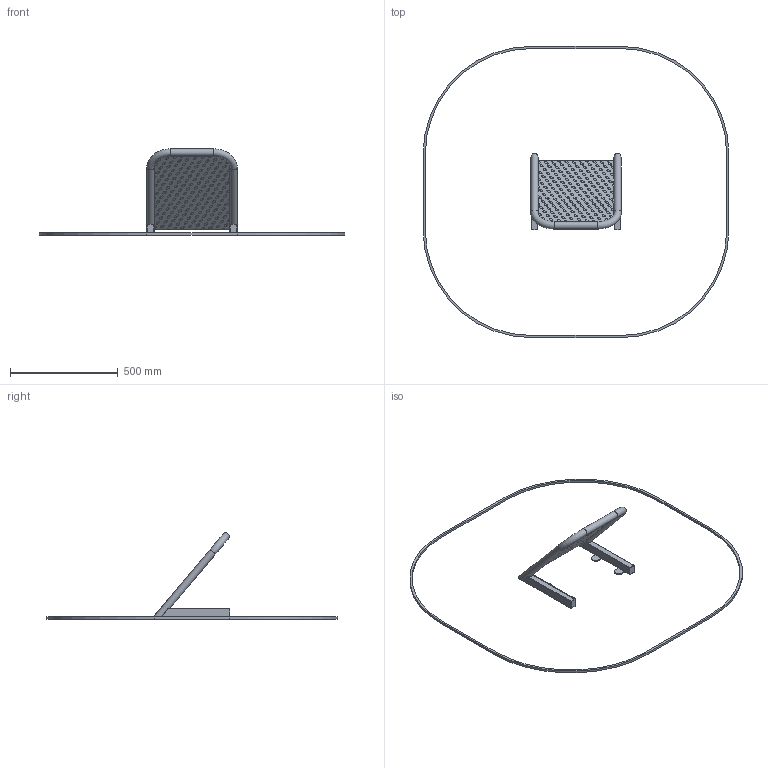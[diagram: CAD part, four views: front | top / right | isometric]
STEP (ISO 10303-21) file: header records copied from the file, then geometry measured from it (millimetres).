
FILE_DESCRIPTION(('STEP AP214'), '1');
FILE_NAME('Óïîð äëÿ íîã', '', ('UNSPECIFIED'), ('UNSPECIFIED'), 'C3D Converter', 'C3D Toolkit', '');
FILE_SCHEMA(('AUTOMOTIVE_DESIGN { 1 0 10303 214 3 1 1}'));
Length unit declared in the file: millimetre
Products named in the file (10): -01
Assembly tree (12 placements, depth 3):
  (unnamed)
    (unnamed)
      (unnamed)
      (unnamed)
      (unnamed)  x2
      -01  x2
      -01
      (unnamed)  x2
      (unnamed)
    (unnamed)
Bounding box: 1418.5 x 1349.91 x 399.66 mm (x, y, z)
Volume: 1454585.5 mm3; surface area: 1246107.3 mm2
Topology: 12 solids, 12 shells, 494 faces, 919 edges, 602 vertices
Faces by surface type: plane 265, bspline 187, cylinder 38, torus 4
Full cylindrical faces by diameter (mm): 27.9 x3, 33.5 x3
Entity records: 17679 total; most frequent: CARTESIAN_POINT 6268, ORIENTED_EDGE 1412, DIRECTION 986, EDGE_LOOP 798, EDGE_CURVE 706, VERTEX_POINT 570, COLOUR_RGB 481, FILL_AREA_STYLE_COLOUR 481
